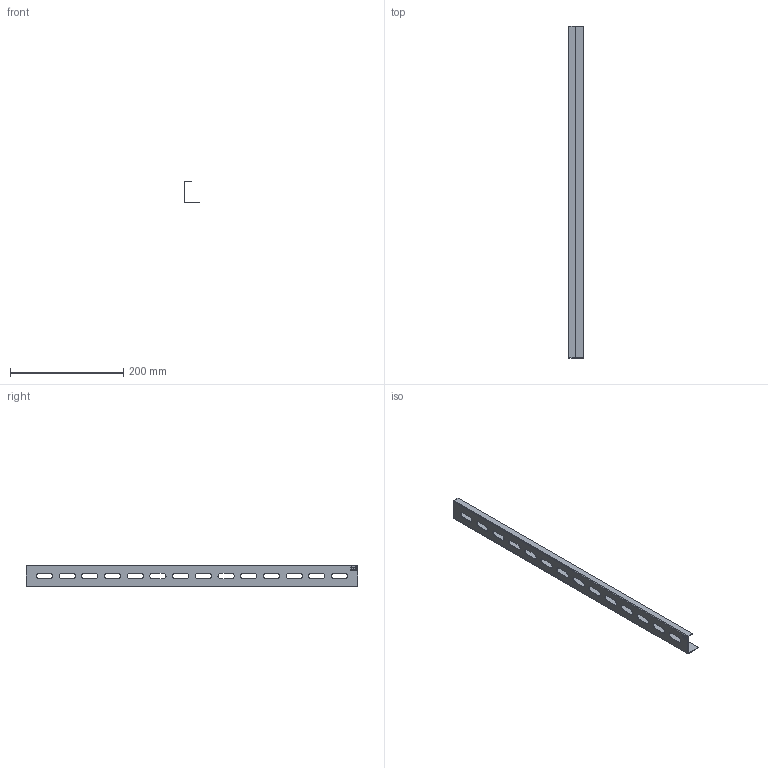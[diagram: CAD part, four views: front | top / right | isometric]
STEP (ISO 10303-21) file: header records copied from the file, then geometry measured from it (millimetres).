
FILE_DESCRIPTION((''),'2;1');
FILE_NAME('ASM0016_ASM','2021-03-09T',('marketing.praksa'),('Audax d.o.o.'),'CREO PARAMETRIC BY PTC INC, 2017480','CREO PARAMETRIC BY PTC INC, 2017480','');
FILE_SCHEMA(('AUTOMOTIVE_DESIGN { 1 0 10303 214 1 1 1 1 }'));
Length unit declared in the file: millimetre
Products named in the file (5): PRT0054_1_1_2; ETI_LOGO_1_1_1_1_1_1_1_2_3_4; ETI_LOGO_2_1_1_1_1_1_1_2_3_4; ETI_LOGO_3_1_1_1_1_1_1_2_3_4; ASM0016_ASM
Assembly tree (4 placements, depth 2):
  ASM0016_ASM
    PRT0054_1_1_2
    ETI_LOGO_1_1_1_1_1_1_1_2_3_4
    ETI_LOGO_2_1_1_1_1_1_1_2_3_4
    ETI_LOGO_3_1_1_1_1_1_1_2_3_4
Bounding box: 27 x 585 x 38 mm (x, y, z)
Volume: 40019.7 mm3; surface area: 81412.4 mm2
Topology: 4 solids, 4 shells, 176 faces, 566 edges, 401 vertices
Faces by surface type: plane 96, cylinder 80
Entity records: 9761 total; most frequent: CARTESIAN_POINT 1180, DIRECTION 1162, ORIENTED_EDGE 1132, PRESENTATION_STYLE_ASSIGNMENT 746, STYLED_ITEM 746, CURVE_STYLE 566, EDGE_CURVE 566, AXIS2_PLACEMENT_3D 414
